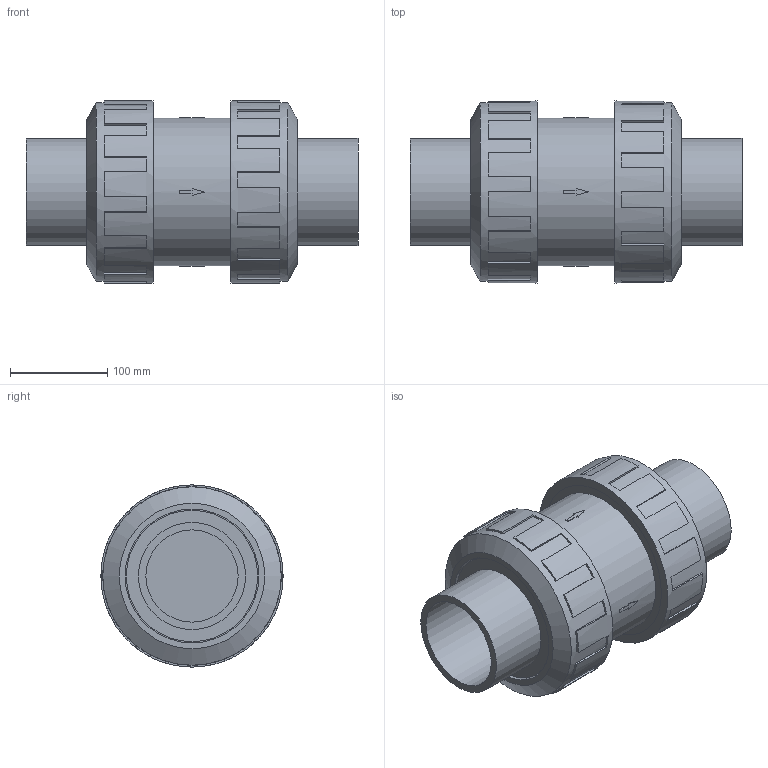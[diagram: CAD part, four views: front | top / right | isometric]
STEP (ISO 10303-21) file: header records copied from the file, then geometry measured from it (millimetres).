
FILE_DESCRIPTION((''),'2;1');
FILE_NAME('PV31001B110.stp','2022-02-18T07:53:58',('RL'),(''),'Autodesk Inventor 2012','Autodesk Inventor 2012','');
FILE_SCHEMA(('AUTOMOTIVE_DESIGN { 1 0 10303 214 1 1 1 1 }'));
Length unit declared in the file: millimetre
Products named in the file (1): PV31001B110
Bounding box: 341 x 187 x 187 mm (x, y, z)
Volume: 4869114.4 mm3; surface area: 436111 mm2
Topology: 1 solids, 1 shells, 183 faces, 480 edges, 318 vertices
Faces by surface type: plane 162, cylinder 19, cone 2
Full cylindrical faces by diameter (mm): 94.8 x2, 110 x2, 135 x2, 137.5 x2, 151.47 x3, 168.28 x2, 168.3 x2, 183.26 x2, 187 x2
Entity records: 5579 total; most frequent: DIRECTION 992, CARTESIAN_POINT 956, ORIENTED_EDGE 912, EDGE_CURVE 456, AXIS2_PLACEMENT_3D 352, VERTEX_POINT 316, VECTOR 288, LINE 288
